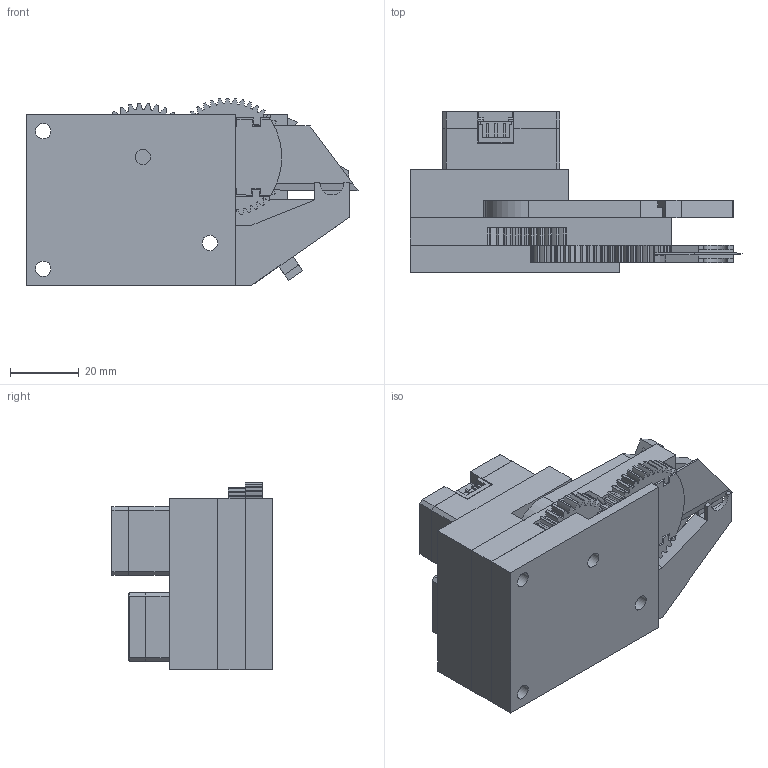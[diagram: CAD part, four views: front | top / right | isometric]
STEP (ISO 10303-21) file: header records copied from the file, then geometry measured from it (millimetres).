
FILE_DESCRIPTION(/* description */ (''),/* implementation_level */ '2;1');
FILE_NAME(/* name */ 'End Effector.stp',/* time_stamp */ '2022-09-26T15:33:00+01:00',/* author */ ('lauri'),/* organization */ (''),/* preprocessor_version */ 'ST-DEVELOPER v18.1',/* originating_system */ 'Autodesk Inventor 2022',/* authorisation */ '');
FILE_SCHEMA (('AUTOMOTIVE_DESIGN { 1 0 10303 214 3 1 1 }'));
Length unit declared in the file: millimetre
Products named in the file (18): V3; Plate1; XL,XC-330; DC15_A01_CASE_M_DUMMY; DC15_A01_CASE_F_DUMMY; DC15_A01_CASE_B_DUMMY; DC15_A01_LED_CAP2_DUMMY; PHS_1_7X20_5_DC10; B3B-EH; DC15_A01_HORN_DUMMY; Arm; Spur Gear1; Plate2; Gear; Blade; Spur Gear2; Cover; Plate 3
Assembly tree (23 placements, depth 3):
  V3
    Plate1
    XL,XC-330  x2
      DC15_A01_CASE_M_DUMMY
      DC15_A01_CASE_F_DUMMY
      DC15_A01_CASE_B_DUMMY
      DC15_A01_LED_CAP2_DUMMY
      PHS_1_7X20_5_DC10
      B3B-EH
    DC15_A01_HORN_DUMMY  x2
    Arm
    Spur Gear1
    Plate2
    Gear
    Blade
    Spur Gear2
    Cover
    Plate 3
Bounding box: 96.58 x 47 x 54.65 mm (x, y, z)
Volume: 106634 mm3; surface area: 63412.8 mm2
Topology: 31 solids, 39 shells, 2151 faces, 5477 edges, 3495 vertices
Faces by surface type: plane 1276, cylinder 809, cone 46, torus 12, sphere 8
Full cylindrical faces by diameter (mm): 1.4 x24, 1.6 x24, 1.7 x8, 1.8 x8, 2 x16, 2.2 x4, 2.5 x16, 4 x17, 4.5 x12, 5 x6, 5.2 x2, 5.6 x2, 6 x2, 6.7 x2, 7.8 x2, 10 x4, 14 x4, 16 x1, 17 x3
Entity records: 44950 total; most frequent: DIRECTION 8048, CARTESIAN_POINT 7566, ORIENTED_EDGE 7386, EDGE_CURVE 3694, AXIS2_PLACEMENT_3D 2877, VERTEX_POINT 2327, LINE 2294, VECTOR 2294
